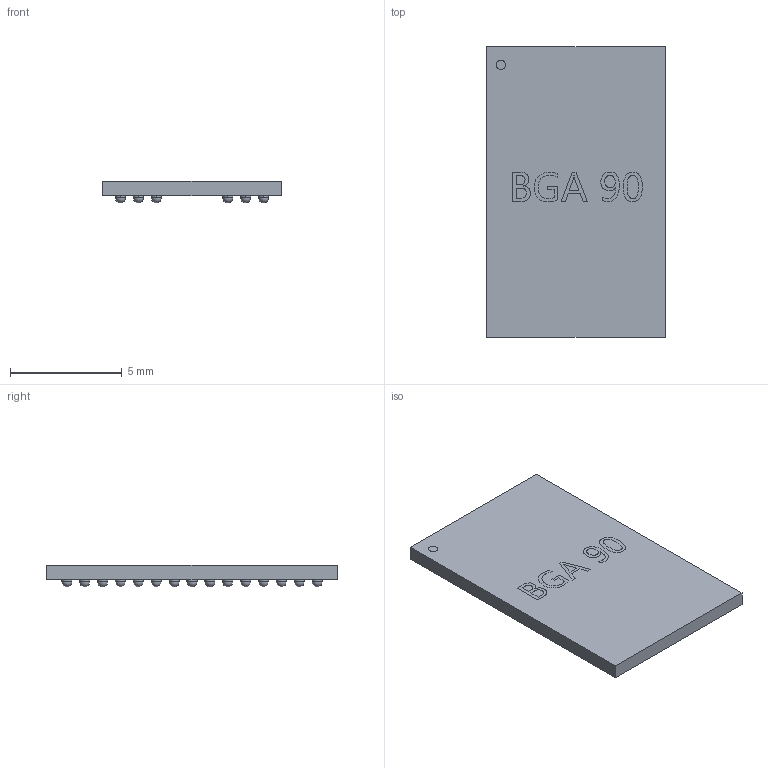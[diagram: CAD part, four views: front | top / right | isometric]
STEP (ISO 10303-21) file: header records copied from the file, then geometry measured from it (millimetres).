
FILE_DESCRIPTION(('FreeCAD Model'),'2;1');
FILE_NAME('User Library-BGA90-8X13mm-1.step', '2016-04-19T13:48:22',('Author'),(''), 'Open CASCADE STEP processor 6.8','FreeCAD','Unknown');
FILE_SCHEMA(('AUTOMOTIVE_DESIGN_CC2 { 1 2 10303 214 -1 1 5 4 }'));
Products named in the file (1): User_Library-BGA90-8X13mm-1
Bounding box: 8 x 13 x 0.97 mm (x, y, z)
Volume: 71.2 mm3; surface area: 262.3 mm2
Topology: 1 solids, 1 shells, 287 faces, 894 edges, 620 vertices
Faces by surface type: cylinder 180, sphere 90, plane 17
Entity records: 48556 total; most frequent: CARTESIAN_POINT 32714, DIRECTION 1959, ORIENTED_EDGE 1608, PCURVE 1608, DEFINITIONAL_REPRESENTATION 1608, B_SPLINE_CURVE_WITH_KNOTS 1299, EDGE_CURVE 804, AXIS2_PLACEMENT_3D 738
